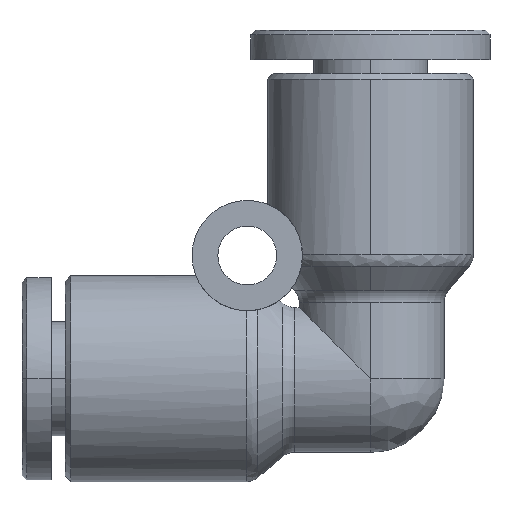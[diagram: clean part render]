
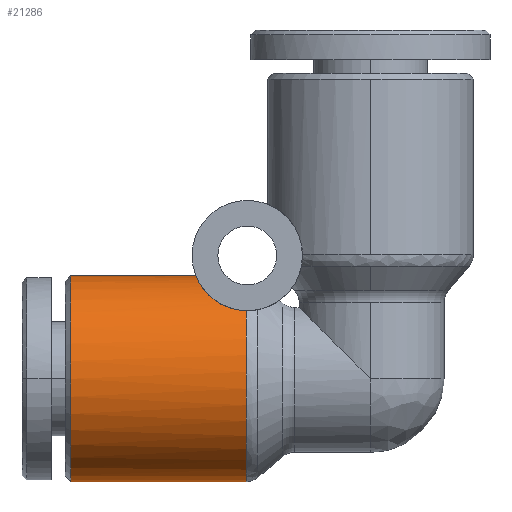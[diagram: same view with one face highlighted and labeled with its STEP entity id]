
A CAD part, front view. The second image highlights one B-rep face of the part: STEP entity #21286.
In plain terms, the highlighted cylindrical face has radius 5.6 mm (diameter 11.2 mm), a partial arc.
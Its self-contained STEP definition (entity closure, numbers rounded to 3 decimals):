
#208 = CIRCLE ( 'NONE', #12583, 5.6 ) ;
#367 = DIRECTION ( 'NONE',  ( 0., 0., -1. ) ) ;
#1257 = CARTESIAN_POINT ( 'NONE',  ( 31.748, 13.149, -1.556 ) ) ;
#1503 = ORIENTED_EDGE ( 'NONE', *, *, #5878, .F. ) ;
#2078 = VECTOR ( 'NONE', #12744, 1000. ) ;
#2726 = DIRECTION ( 'NONE',  ( 0., 0., -1. ) ) ;
#2892 = CARTESIAN_POINT ( 'NONE',  ( 30.654, 13.599, -1.107 ) ) ;
#3050 = CARTESIAN_POINT ( 'NONE',  ( 31.269, 13.273, -1.422 ) ) ;
#3146 = ORIENTED_EDGE ( 'NONE', *, *, #21912, .T. ) ;
#3547 = EDGE_CURVE ( 'NONE', #8509, #22821, #208, .T. ) ;
#3639 = CARTESIAN_POINT ( 'NONE',  ( 28.318, 17.314, 0.3 ) ) ;
#3866 = CARTESIAN_POINT ( 'NONE',  ( 32.253, 17.314, -5.3 ) ) ;
#4176 = AXIS2_PLACEMENT_3D ( 'NONE', #3866, #12760, #367 ) ;
#4763 = CARTESIAN_POINT ( 'NONE',  ( 29.649, 15.571, 0.028 ) ) ;
#4840 = CARTESIAN_POINT ( 'NONE',  ( 30.484, 13.742, -0.982 ) ) ;
#4974 = CARTESIAN_POINT ( 'NONE',  ( 29.527, 17.314, 0.3 ) ) ;
#5151 = DIRECTION ( 'NONE',  ( 0., 0., -1. ) ) ;
#5239 = CARTESIAN_POINT ( 'NONE',  ( 32.253, 13.111, -1.599 ) ) ;
#5280 = VECTOR ( 'NONE', #21673, 1000. ) ;
#5846 = LINE ( 'NONE', #18423, #5280 ) ;
#5878 = EDGE_CURVE ( 'NONE', #8509, #20096, #20179, .T. ) ;
#6046 = ORIENTED_EDGE ( 'NONE', *, *, #7100, .T. ) ;
#6555 = CARTESIAN_POINT ( 'NONE',  ( 22.718, 17.314, 0.3 ) ) ;
#7100 = EDGE_CURVE ( 'NONE', #22821, #22285, #5846, .T. ) ;
#8054 = CARTESIAN_POINT ( 'NONE',  ( 22.718, 17.314, -5.3 ) ) ;
#8509 = VERTEX_POINT ( 'NONE', #6555 ) ;
#9150 = EDGE_CURVE ( 'NONE', #16821, #20096, #22311, .T. ) ;
#10239 = CARTESIAN_POINT ( 'NONE',  ( 29.809, 14.884, -0.249 ) ) ;
#10363 = CARTESIAN_POINT ( 'NONE',  ( 32.253, 17.314, -10.9 ) ) ;
#11855 = CARTESIAN_POINT ( 'NONE',  ( 29.527, 17.314, 0.3 ) ) ;
#12526 = ORIENTED_EDGE ( 'NONE', *, *, #9150, .T. ) ;
#12583 = AXIS2_PLACEMENT_3D ( 'NONE', #8054, #13501, #2726 ) ;
#12744 = DIRECTION ( 'NONE',  ( 1., 0., 0. ) ) ;
#12760 = DIRECTION ( 'NONE',  ( -1., 0., 0. ) ) ;
#13352 = CARTESIAN_POINT ( 'NONE',  ( 31.996, 13.116, -1.594 ) ) ;
#13501 = DIRECTION ( 'NONE',  ( 1., 0., 0. ) ) ;
#13666 = ORIENTED_EDGE ( 'NONE', *, *, #3547, .T. ) ;
#13745 = CYLINDRICAL_SURFACE ( 'NONE', #21123, 5.6 ) ;
#14072 = CARTESIAN_POINT ( 'NONE',  ( 28.318, 17.314, -5.3 ) ) ;
#15827 = DIRECTION ( 'NONE',  ( 1., 0., 0. ) ) ;
#16715 = CIRCLE ( 'NONE', #4176, 5.6 ) ;
#16821 = VERTEX_POINT ( 'NONE', #5239 ) ;
#16822 = CARTESIAN_POINT ( 'NONE',  ( 32.253, 13.111, -1.599 ) ) ;
#17177 = CARTESIAN_POINT ( 'NONE',  ( 31.05, 13.363, -1.329 ) ) ;
#17259 = CARTESIAN_POINT ( 'NONE',  ( 30.193, 14.075, -0.727 ) ) ;
#17342 = CARTESIAN_POINT ( 'NONE',  ( 29.534, 16.806, 0.283 ) ) ;
#17672 = EDGE_LOOP ( 'NONE', ( #1503, #13666, #6046, #3146, #12526 ) ) ;
#18423 = CARTESIAN_POINT ( 'NONE',  ( 28.318, 17.314, -10.9 ) ) ;
#18726 = FACE_OUTER_BOUND ( 'NONE', #17672, .T. ) ;
#18826 = CARTESIAN_POINT ( 'NONE',  ( 29.692, 15.337, -0.055 ) ) ;
#18982 = CARTESIAN_POINT ( 'NONE',  ( 29.884, 14.665, -0.361 ) ) ;
#19061 = CARTESIAN_POINT ( 'NONE',  ( 30.076, 14.262, -0.599 ) ) ;
#20096 = VERTEX_POINT ( 'NONE', #4974 ) ;
#20179 = LINE ( 'NONE', #3639, #2078 ) ;
#20326 = CARTESIAN_POINT ( 'NONE',  ( 22.718, 17.314, -10.9 ) ) ;
#20604 = CARTESIAN_POINT ( 'NONE',  ( 29.584, 16.054, 0.162 ) ) ;
#20761 = CARTESIAN_POINT ( 'NONE',  ( 29.562, 16.304, 0.214 ) ) ;
#21123 = AXIS2_PLACEMENT_3D ( 'NONE', #14072, #15827, #5151 ) ;
#21286 = ADVANCED_FACE ( 'NONE', ( #18726 ), #13745, .T. ) ;
#21673 = DIRECTION ( 'NONE',  ( 1., 0., 0. ) ) ;
#21912 = EDGE_CURVE ( 'NONE', #22285, #16821, #16715, .T. ) ;
#22285 = VERTEX_POINT ( 'NONE', #10363 ) ;
#22311 = B_SPLINE_CURVE_WITH_KNOTS ( 'NONE', 3,
 ( #16822, #13352, #1257, #3050, #17177, #2892, #4840, #17259, #19061, #18982, #10239, #18826, #4763, #20604, #20761, #17342, #22363, #11855 ),
 .UNSPECIFIED., .F., .F.,
 ( 4, 2, 2, 2, 2, 2, 2, 2, 4 ),
 ( -0.006, -0.005, -0.005, -0.004, -0.003, -0.002, -0.002, -0.001, 0. ),
 .UNSPECIFIED. ) ;
#22363 = CARTESIAN_POINT ( 'NONE',  ( 29.527, 17.059, 0.3 ) ) ;
#22821 = VERTEX_POINT ( 'NONE', #20326 ) ;
